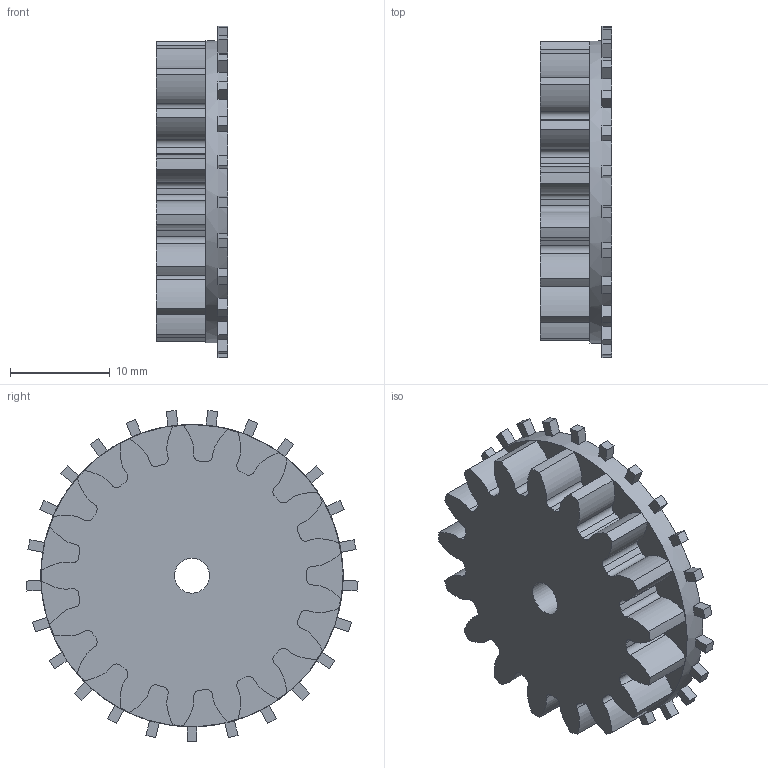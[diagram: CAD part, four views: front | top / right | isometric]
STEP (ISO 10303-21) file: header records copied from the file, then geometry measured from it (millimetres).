
FILE_DESCRIPTION(/* description */ ('STEP AP242','CAx-IF Rec.Pracs.---Representation and Presentation of Product Manufacturing Information (PMI)---4.0---2014-10-13','CAx-IF Rec.Pracs.---3D Tessellated Geometry---0.4---2014-09-14','2;1'),/* implementation_level */ '2;1');
FILE_NAME(/* name */ '629e4e4637a97951737dd0d9',/* time_stamp */ '2022-06-06T18:58:15+00:00',/* author */ (''),/* organization */ (''),/* preprocessor_version */ 'ST-DEVELOPER v18.102',/* originating_system */ ' ',/* authorisation */ ' ');
FILE_SCHEMA (('AP242_MANAGED_MODEL_BASED_3D_ENGINEERING_MIM_LF { 1 0 10303 442 1 1 4 }'));
Length unit declared in the file: metre
Products named in the file (1): Bottom Sprocket
Bounding box: 7.2 x 33.31 x 33.25 mm (x, y, z)
Volume: 4347.2 mm3; surface area: 2711.9 mm2
Topology: 1 solids, 1 shells, 207 faces, 613 edges, 409 vertices
Faces by surface type: plane 103, cylinder 70, bspline 34
Full cylindrical faces by diameter (mm): 3.5 x1, 30.331 x1
Entity records: 8526 total; most frequent: CARTESIAN_POINT 3026, ORIENTED_EDGE 1218, DIRECTION 1078, EDGE_CURVE 609, VERTEX_POINT 407, AXIS2_PLACEMENT_3D 363, LINE 352, VECTOR 352
